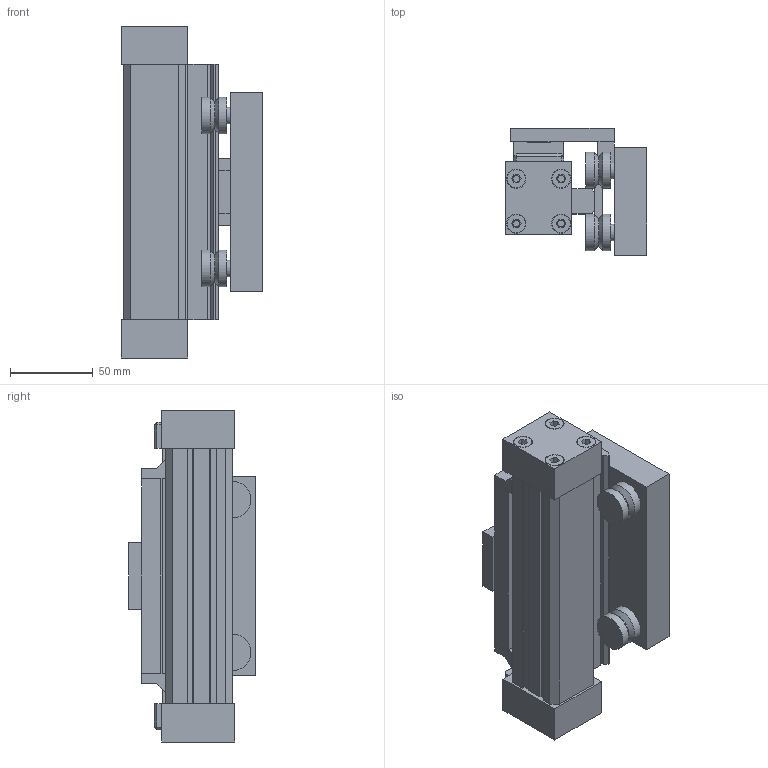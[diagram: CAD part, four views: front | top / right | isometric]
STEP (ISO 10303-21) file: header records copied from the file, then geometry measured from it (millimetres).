
FILE_DESCRIPTION((''),'2;1');
FILE_NAME('16052500001MG.stp','2007-03-08T09:10:16',('valotma1'),(''),'Autodesk Inventor 11','Autodesk Inventor 11','');
FILE_SCHEMA(('AUTOMOTIVE_DESIGN { 1 0 10303 214 1 1 1 1 }'));
Length unit declared in the file: millimetre
Products named in the file (3): 16052500001MG; CILINDRO Ø25 MG C0; CARRELLO Ø25 MG
Assembly tree (2 placements, depth 2):
  16052500001MG
    CILINDRO Ø25 MG C0
    CARRELLO Ø25 MG
Bounding box: 85 x 76.5 x 200 mm (x, y, z)
Volume: 601379.6 mm3; surface area: 102636.5 mm2
Topology: 4 solids, 8 shells, 334 faces, 730 edges, 466 vertices
Faces by surface type: plane 178, bspline 129, cylinder 23, cone 4
Full cylindrical faces by diameter (mm): 4 x1, 4.134 x4, 8.566 x1, 10 x2, 11 x4, 11.5 x4, 14 x1, 16.5 x2, 22 x4
Entity records: 9176 total; most frequent: CARTESIAN_POINT 2412, ORIENTED_EDGE 1308, DIRECTION 1194, EDGE_CURVE 654, VECTOR 534, LINE 534, VERTEX_POINT 458, EDGE_LOOP 458
